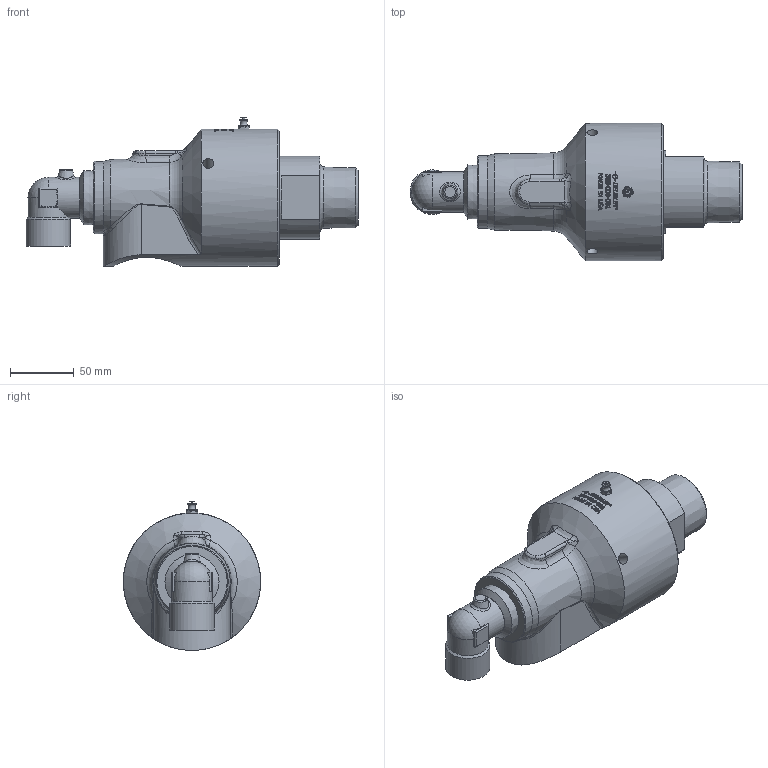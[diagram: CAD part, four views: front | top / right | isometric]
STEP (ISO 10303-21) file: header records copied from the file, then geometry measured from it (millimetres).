
FILE_DESCRIPTION(/* description */ (''),/* implementation_level */ '2;1');
FILE_NAME(/* name */ '555-000-001013-IC.stp',/* time_stamp */ '2020-05-20T09:34:13-05:00',/* author */ ('GALINDOLM'),/* organization */ (''),/* preprocessor_version */ 'ST-DEVELOPER v18',/* originating_system */ 'Autodesk Inventor 2020',/* authorisation */ '');
FILE_SCHEMA (('AUTOMOTIVE_DESIGN { 1 0 10303 214 3 1 1 }'));
Length unit declared in the file: millimetre
Products named in the file (1): 555-000-001013-IC
Bounding box: 261 x 108 x 116.97 mm (x, y, z)
Volume: 997007.1 mm3; surface area: 101451.8 mm2
Topology: 1 solids, 1 shells, 660 faces, 1733 edges, 1116 vertices
Faces by surface type: plane 289, bspline 220, cylinder 112, cone 23, torus 9, sphere 7
Full cylindrical faces by diameter (mm): 1.5 x1, 5.359 x1, 8.6 x3, 22.631 x1, 23 x1, 27 x1, 32 x1, 35 x1, 37.313 x1, 38.1 x1, 43.256 x1, 53.7 x1, 57 x1, 65 x2, 90.07 x1, 108 x1
Entity records: 31820 total; most frequent: CARTESIAN_POINT 16005, ORIENTED_EDGE 3428, DIRECTION 2672, EDGE_CURVE 1714, VERTEX_POINT 1116, AXIS2_PLACEMENT_3D 1001, EDGE_LOOP 722, LINE 670
